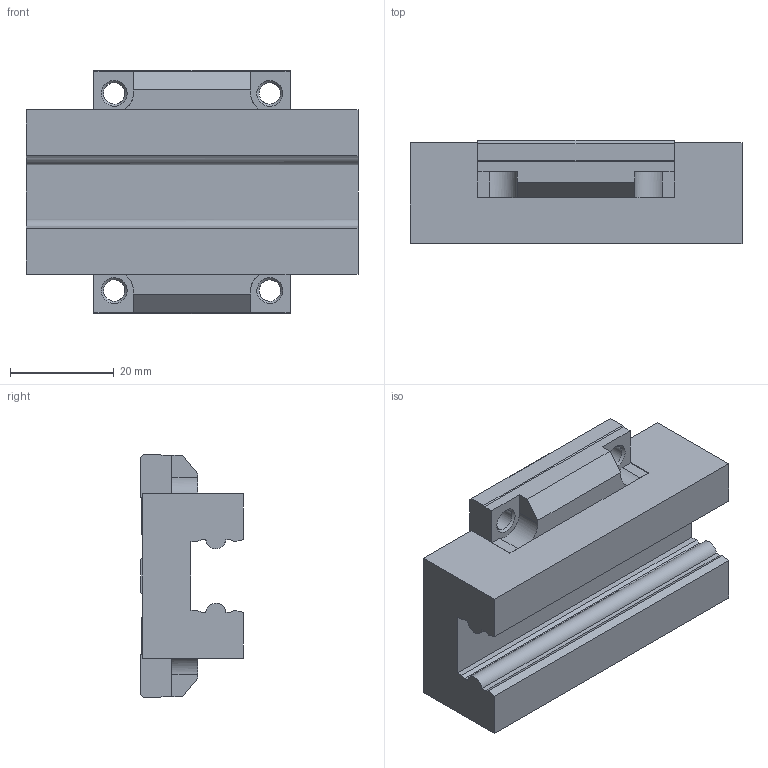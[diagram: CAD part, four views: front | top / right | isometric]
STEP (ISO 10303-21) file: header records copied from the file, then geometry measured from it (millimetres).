
FILE_DESCRIPTION ((), '1');
FILE_NAME ('FNS-1500.stp', '2024-01-24T12:18:32', ('Unknown'), ('Unknown'), 'HarmonyWare STEP v2.0.5', 'Vectorworks', '');
FILE_SCHEMA (('CONFIG_CONTROL_DESIGN'));
Length unit declared in the file: millimetre
Products named in the file (1): NONE
Bounding box: 64 x 19.8 x 47 mm (x, y, z)
Volume: 35645.8 mm3; surface area: 10712.9 mm2
Topology: 1 solids, 1 shells, 94 faces, 274 edges, 182 vertices
Faces by surface type: bspline 94
Entity records: 3093 total; most frequent: CARTESIAN_POINT 1402, ORIENTED_EDGE 548, EDGE_CURVE 274, B_SPLINE_CURVE_WITH_KNOTS 220, VERTEX_POINT 182, EDGE_LOOP 102, FACE_OUTER_BOUND 94, ADVANCED_FACE 94
